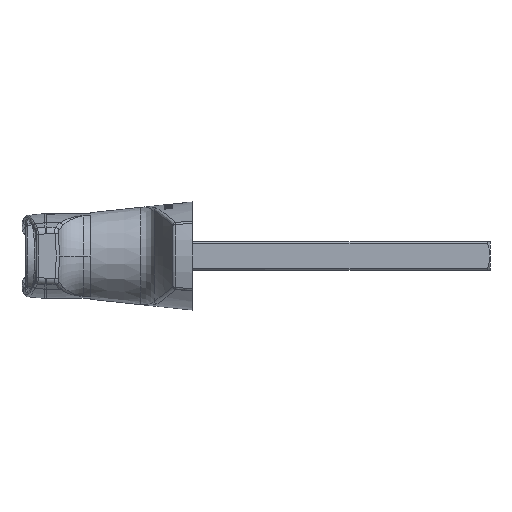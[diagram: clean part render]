
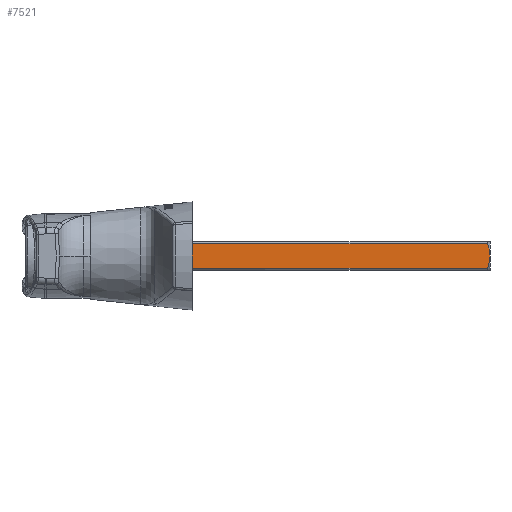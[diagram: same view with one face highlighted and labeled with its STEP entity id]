
A CAD part, left-side view. The second image highlights one B-rep face of the part: STEP entity #7521.
In plain terms, the highlighted planar face has unit normal (-1, 0, 0).
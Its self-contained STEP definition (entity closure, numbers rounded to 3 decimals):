
#193 = DIRECTION ( 'NONE',  ( 0., 0., -1. ) ) ;
#730 = PLANE ( 'NONE',  #32208 ) ;
#2360 = ORIENTED_EDGE ( 'NONE', *, *, #15286, .T. ) ;
#3252 = DIRECTION ( 'NONE',  ( 0., -1., 0. ) ) ;
#3498 = FACE_OUTER_BOUND ( 'NONE', #16680, .T. ) ;
#4663 = CARTESIAN_POINT ( 'NONE',  ( -4., -96.299, -3.5 ) ) ;
#5032 = VECTOR ( 'NONE', #193, 1000. ) ;
#7520 = EDGE_CURVE ( 'NONE', #41865, #34518, #32198, .T. ) ;
#7521 = ADVANCED_FACE ( 'NONE', ( #3498 ), #730, .F. ) ;
#7977 = CARTESIAN_POINT ( 'NONE',  ( -4., -97.038, -0.603 ) ) ;
#8614 = CARTESIAN_POINT ( 'NONE',  ( -4., -96.299, -3.5 ) ) ;
#8942 = VERTEX_POINT ( 'NONE', #43946 ) ;
#9480 = CARTESIAN_POINT ( 'NONE',  ( -4., -96.299, 3.5 ) ) ;
#10113 = CARTESIAN_POINT ( 'NONE',  ( -4., -96.704, 2.36 ) ) ;
#10491 = CARTESIAN_POINT ( 'NONE',  ( -4., -97.058, -3.5 ) ) ;
#11618 = CARTESIAN_POINT ( 'NONE',  ( -4., -96.702, -2.366 ) ) ;
#11858 = LINE ( 'NONE', #43128, #5032 ) ;
#12545 = DIRECTION ( 'NONE',  ( 0., 0., -1. ) ) ;
#13848 = VERTEX_POINT ( 'NONE', #14308 ) ;
#14308 = CARTESIAN_POINT ( 'NONE',  ( -4., -96.299, 3.5 ) ) ;
#14782 = ORIENTED_EDGE ( 'NONE', *, *, #7520, .F. ) ;
#14840 = LINE ( 'NONE', #40257, #39099 ) ;
#15286 = EDGE_CURVE ( 'NONE', #13848, #30353, #14840, .T. ) ;
#16680 = EDGE_LOOP ( 'NONE', ( #17612, #29074, #14782, #22116, #2360 ) ) ;
#16697 = CARTESIAN_POINT ( 'NONE',  ( -4., -97.058, 0. ) ) ;
#17612 = ORIENTED_EDGE ( 'NONE', *, *, #18601, .T. ) ;
#18601 = EDGE_CURVE ( 'NONE', #30353, #8942, #11858, .T. ) ;
#18640 = DIRECTION ( 'NONE',  ( 0., 1., 0. ) ) ;
#19022 = CARTESIAN_POINT ( 'NONE',  ( -4., -96.963, -1.199 ) ) ;
#19425 = B_SPLINE_CURVE_WITH_KNOTS ( 'NONE', 3,
 ( #9480, #31709, #10113, #20840, #42452, #31546 ),
 .UNSPECIFIED., .F., .F.,
 ( 4, 2, 4 ),
 ( 0.011, 0.013, 0.015 ),
 .UNSPECIFIED. ) ;
#20225 = CARTESIAN_POINT ( 'NONE',  ( -4., 14.942, 3.5 ) ) ;
#20840 = CARTESIAN_POINT ( 'NONE',  ( -4., -96.977, 1.195 ) ) ;
#21251 = CARTESIAN_POINT ( 'NONE',  ( -4., -97.058, 0. ) ) ;
#22116 = ORIENTED_EDGE ( 'NONE', *, *, #24570, .F. ) ;
#22844 = VECTOR ( 'NONE', #3252, 1000. ) ;
#24570 = EDGE_CURVE ( 'NONE', #13848, #41865, #19425, .T. ) ;
#26276 = CARTESIAN_POINT ( 'NONE',  ( -4., -96.513, -2.938 ) ) ;
#27420 = EDGE_CURVE ( 'NONE', #8942, #34518, #43721, .T. ) ;
#29074 = ORIENTED_EDGE ( 'NONE', *, *, #27420, .T. ) ;
#29599 = DIRECTION ( 'NONE',  ( 1., 0., 0. ) ) ;
#30353 = VERTEX_POINT ( 'NONE', #20225 ) ;
#31546 = CARTESIAN_POINT ( 'NONE',  ( -4., -97.058, 0. ) ) ;
#31709 = CARTESIAN_POINT ( 'NONE',  ( -4., -96.513, 2.937 ) ) ;
#32198 = B_SPLINE_CURVE_WITH_KNOTS ( 'NONE', 3,
 ( #21251, #40620, #7977, #19022, #33218, #11618, #26276, #4663 ),
 .UNSPECIFIED., .F., .F.,
 ( 4, 2, 2, 4 ),
 ( 0.015, 0.015, 0.016, 0.018 ),
 .UNSPECIFIED. ) ;
#32208 = AXIS2_PLACEMENT_3D ( 'NONE', #33540, #29599, #12545 ) ;
#33218 = CARTESIAN_POINT ( 'NONE',  ( -4., -96.908, -1.493 ) ) ;
#33540 = CARTESIAN_POINT ( 'NONE',  ( -4., -97.058, 4. ) ) ;
#34518 = VERTEX_POINT ( 'NONE', #8614 ) ;
#39099 = VECTOR ( 'NONE', #18640, 1000. ) ;
#40257 = CARTESIAN_POINT ( 'NONE',  ( -4., -97.058, 3.5 ) ) ;
#40620 = CARTESIAN_POINT ( 'NONE',  ( -4., -97.058, -0.3 ) ) ;
#41865 = VERTEX_POINT ( 'NONE', #16697 ) ;
#42452 = CARTESIAN_POINT ( 'NONE',  ( -4., -97.058, 0.604 ) ) ;
#43128 = CARTESIAN_POINT ( 'NONE',  ( -4., 14.942, 4. ) ) ;
#43721 = LINE ( 'NONE', #10491, #22844 ) ;
#43946 = CARTESIAN_POINT ( 'NONE',  ( -4., 14.942, -3.5 ) ) ;
